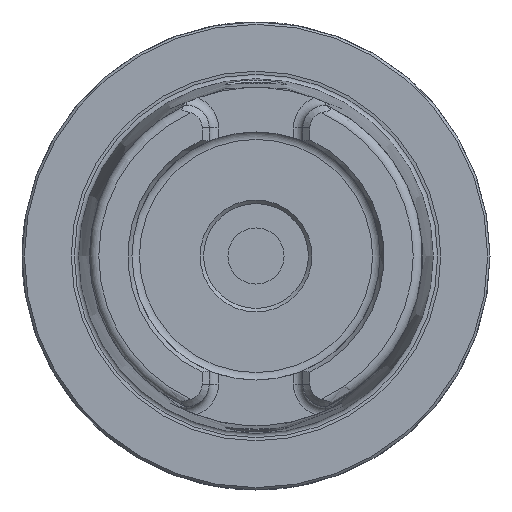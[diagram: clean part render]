
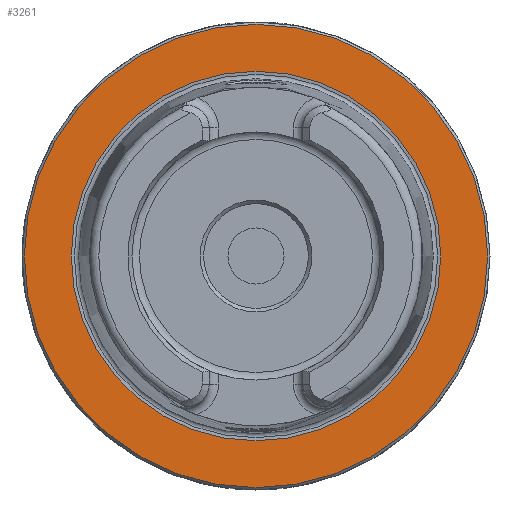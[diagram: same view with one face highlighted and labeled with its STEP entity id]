
A CAD part, left-side view. The second image highlights one B-rep face of the part: STEP entity #3261.
In plain terms, the highlighted planar face has unit normal (-1, 0, 0).
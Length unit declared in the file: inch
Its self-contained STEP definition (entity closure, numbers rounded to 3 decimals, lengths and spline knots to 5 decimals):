
#3227=CARTESIAN_POINT('',(0.0,1.94882,0.));
#3228=VERTEX_POINT('',#3227);
#3229=CARTESIAN_POINT('',(0.0,0.0,0.0));
#3230=DIRECTION('',(1.0,0.0,0.0));
#3231=DIRECTION('',(0.0,-1.0,0.0));
#3232=AXIS2_PLACEMENT_3D('',#3229,#3230,#3231);
#3233=CIRCLE('',#3232,1.94882);
#3234=EDGE_CURVE('',#3228,#3228,#3233,.T.);
#3242=CARTESIAN_POINT('',(0.0,0.98425,0.0));
#3243=DIRECTION('',(-1.0,0.0,0.0));
#3244=DIRECTION('',(0.0,0.0,1.0));
#3245=AXIS2_PLACEMENT_3D('',#3242,#3243,#3244);
#3246=PLANE('',#3245);
#3247=ORIENTED_EDGE('',*,*,#3234,.F.);
#3248=EDGE_LOOP('',(#3247));
#3249=FACE_OUTER_BOUND('',#3248,.T.);
#3250=CARTESIAN_POINT('',(0.0,1.55442,0.0));
#3251=VERTEX_POINT('',#3250);
#3252=CARTESIAN_POINT('',(0.0,0.0,0.0));
#3253=DIRECTION('',(1.0,0.0,0.0));
#3254=DIRECTION('',(0.0,1.0,0.0));
#3255=AXIS2_PLACEMENT_3D('',#3252,#3253,#3254);
#3256=CIRCLE('',#3255,1.55442);
#3257=EDGE_CURVE('',#3251,#3251,#3256,.T.);
#3258=ORIENTED_EDGE('',*,*,#3257,.T.);
#3259=EDGE_LOOP('',(#3258));
#3260=FACE_BOUND('',#3259,.T.);
#3261=ADVANCED_FACE('',(#3249,#3260),#3246,.T.);
